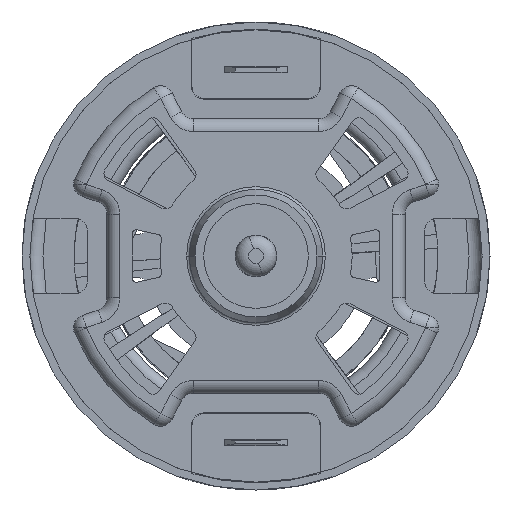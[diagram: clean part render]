
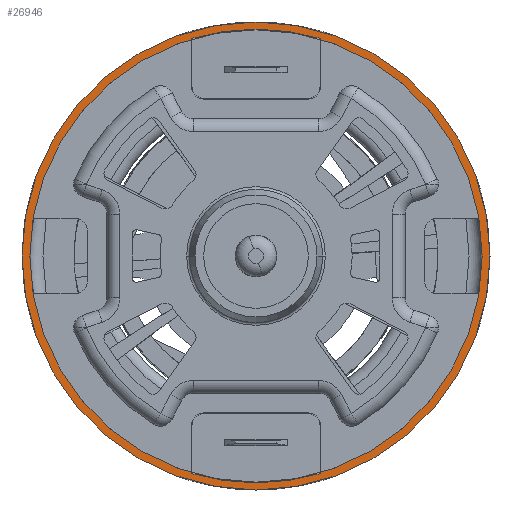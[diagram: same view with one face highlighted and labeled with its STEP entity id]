
A CAD part, left-side view. The second image highlights one B-rep face of the part: STEP entity #26946.
In plain terms, the highlighted planar face has unit normal (-1, 0, 0).
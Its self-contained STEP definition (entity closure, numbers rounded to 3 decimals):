
#1220 = ORIENTED_EDGE ( 'NONE', *, *, #3625, .F. ) ;
#1913 = CARTESIAN_POINT ( 'NONE',  ( 0., 0., 0. ) ) ;
#3121 = VERTEX_POINT ( 'NONE', #6546 ) ;
#3625 = EDGE_CURVE ( 'NONE', #19709, #22892, #19008, .T. ) ;
#3745 = CIRCLE ( 'NONE', #20690, 17.3 ) ;
#4185 = AXIS2_PLACEMENT_3D ( 'NONE', #25289, #11034, #27681 ) ;
#4304 = DIRECTION ( 'NONE',  ( 0., 0., 1. ) ) ;
#5242 = CARTESIAN_POINT ( 'NONE',  ( 0., 0., 0. ) ) ;
#5987 = EDGE_CURVE ( 'NONE', #3121, #9667, #27184, .T. ) ;
#6546 = CARTESIAN_POINT ( 'NONE',  ( 0., 0., -17.9 ) ) ;
#7575 = CARTESIAN_POINT ( 'NONE',  ( 0., 0., 0. ) ) ;
#7658 = DIRECTION ( 'NONE',  ( 0., 0., 1. ) ) ;
#8030 = CARTESIAN_POINT ( 'NONE',  ( 0., 0., -17.3 ) ) ;
#8389 = DIRECTION ( 'NONE',  ( -1., 0., 0. ) ) ;
#9667 = VERTEX_POINT ( 'NONE', #11531 ) ;
#10025 = DIRECTION ( 'NONE',  ( 0., 0., 1. ) ) ;
#11034 = DIRECTION ( 'NONE',  ( 1., 0., 0. ) ) ;
#11531 = CARTESIAN_POINT ( 'NONE',  ( 0., 0., 17.9 ) ) ;
#11933 = FACE_BOUND ( 'NONE', #18921, .T. ) ;
#12041 = EDGE_CURVE ( 'NONE', #22892, #19709, #3745, .T. ) ;
#13034 = AXIS2_PLACEMENT_3D ( 'NONE', #1913, #18627, #4304 ) ;
#13067 = AXIS2_PLACEMENT_3D ( 'NONE', #7575, #24241, #10025 ) ;
#16797 = EDGE_CURVE ( 'NONE', #9667, #3121, #26633, .T. ) ;
#17064 = ORIENTED_EDGE ( 'NONE', *, *, #5987, .T. ) ;
#17497 = ORIENTED_EDGE ( 'NONE', *, *, #16797, .T. ) ;
#18209 = AXIS2_PLACEMENT_3D ( 'NONE', #22660, #8389, #25035 ) ;
#18292 = FACE_OUTER_BOUND ( 'NONE', #20481, .T. ) ;
#18627 = DIRECTION ( 'NONE',  ( -1., 0., 0. ) ) ;
#18921 = EDGE_LOOP ( 'NONE', ( #1220, #22297 ) ) ;
#19008 = CIRCLE ( 'NONE', #18209, 17.3 ) ;
#19709 = VERTEX_POINT ( 'NONE', #24836 ) ;
#20481 = EDGE_LOOP ( 'NONE', ( #17497, #17064 ) ) ;
#20514 = PLANE ( 'NONE',  #4185 ) ;
#20690 = AXIS2_PLACEMENT_3D ( 'NONE', #5242, #21951, #7658 ) ;
#21951 = DIRECTION ( 'NONE',  ( -1., 0., 0. ) ) ;
#22297 = ORIENTED_EDGE ( 'NONE', *, *, #12041, .F. ) ;
#22660 = CARTESIAN_POINT ( 'NONE',  ( 0., 0., 0. ) ) ;
#22892 = VERTEX_POINT ( 'NONE', #8030 ) ;
#24241 = DIRECTION ( 'NONE',  ( -1., 0., 0. ) ) ;
#24836 = CARTESIAN_POINT ( 'NONE',  ( 0., 0., 17.3 ) ) ;
#25035 = DIRECTION ( 'NONE',  ( 0., 0., 1. ) ) ;
#25289 = CARTESIAN_POINT ( 'NONE',  ( 0., 17.3, 0. ) ) ;
#26633 = CIRCLE ( 'NONE', #13034, 17.9 ) ;
#26946 = ADVANCED_FACE ( 'NONE', ( #11933, #18292 ), #20514, .F. ) ;
#27184 = CIRCLE ( 'NONE', #13067, 17.9 ) ;
#27681 = DIRECTION ( 'NONE',  ( 0., 0., -1. ) ) ;
